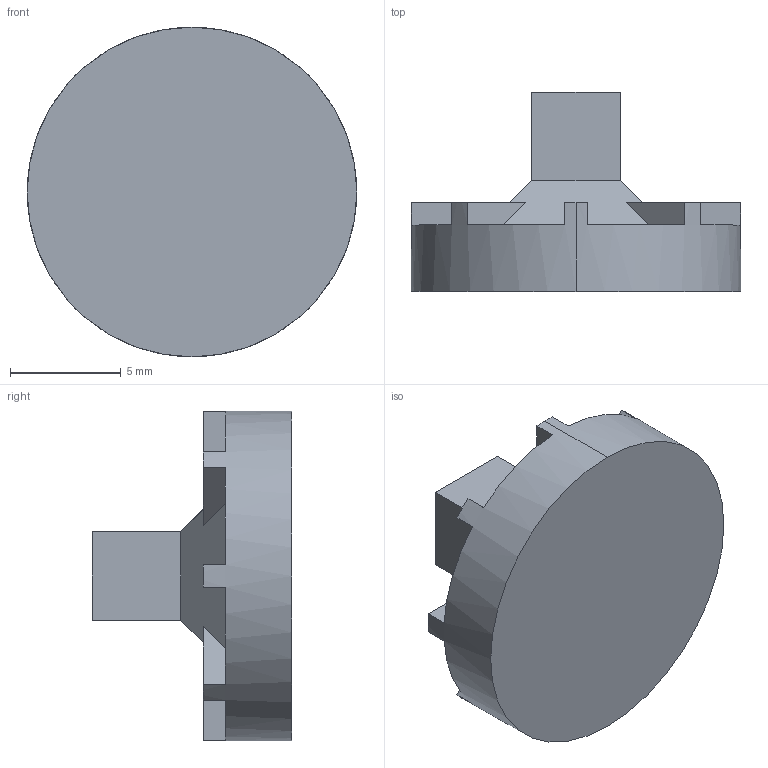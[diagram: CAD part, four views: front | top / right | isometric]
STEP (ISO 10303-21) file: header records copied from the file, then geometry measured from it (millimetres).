
FILE_DESCRIPTION (( 'STEP AP203' ), '1' );
FILE_NAME ('模型示意-载物圆柱台v2.STEP', '2023-11-20T08:46:43', ( '' ), ( '' ), 'SwSTEP 2.0', 'SolidWorks 2021', '' );
FILE_SCHEMA (( 'CONFIG_CONTROL_DESIGN' ));
Length unit declared in the file: millimetre
Products named in the file (1): 模型示意-载物圆柱台v2
Bounding box: 14.9 x 9 x 14.9 mm (x, y, z)
Volume: 688.1 mm3; surface area: 634.1 mm2
Topology: 1 solids, 1 shells, 48 faces, 134 edges, 88 vertices
Faces by surface type: plane 46, cylinder 2
Entity records: 1603 total; most frequent: CARTESIAN_POINT 271, ORIENTED_EDGE 268, DIRECTION 252, EDGE_CURVE 134, LINE 114, VECTOR 114, VERTEX_POINT 88, AXIS2_PLACEMENT_3D 69
